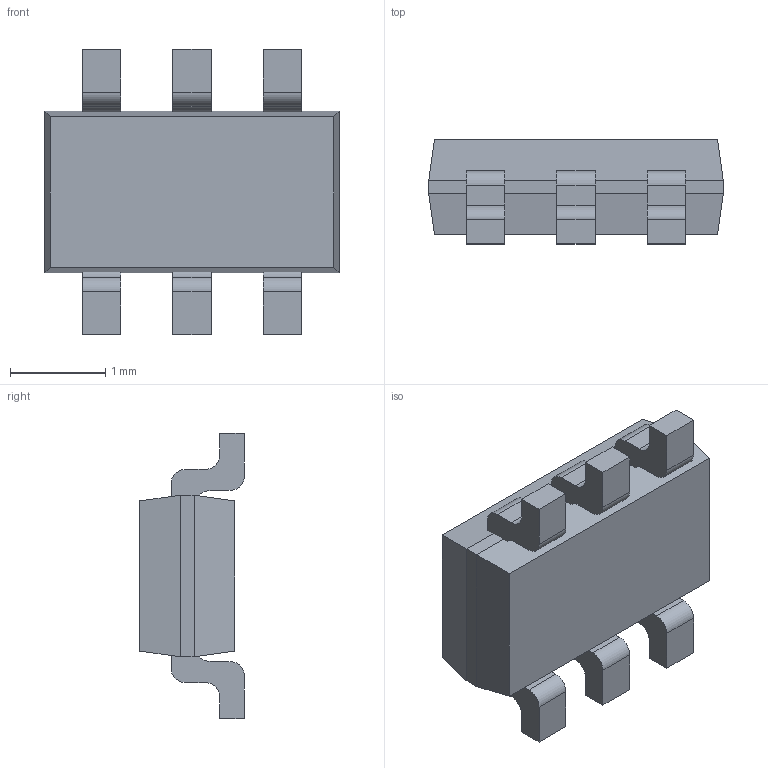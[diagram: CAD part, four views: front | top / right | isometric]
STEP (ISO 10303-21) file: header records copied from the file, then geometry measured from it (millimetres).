
FILE_DESCRIPTION (( 'STEP AP214' ), '1' );
FILE_NAME ('TSOP6.STEP', '2015-06-17T08:48:41', ( '' ), ( '' ), 'SwSTEP 2.0', 'SolidWorks 2014', '' );
FILE_SCHEMA (( 'AUTOMOTIVE_DESIGN' ));
Length unit declared in the file: millimetre
Products named in the file (3): TSOP6_Pins; TSOP6_Body; TSOP6
Assembly tree (2 placements, depth 2):
  TSOP6
    TSOP6_Body
    TSOP6_Pins
Bounding box: 3.1 x 1.1 x 3 mm (x, y, z)
Volume: 6.3 mm3; surface area: 35.7 mm2
Topology: 2 solids, 2 shells, 87 faces, 238 edges, 156 vertices
Faces by surface type: plane 61, cylinder 26
Entity records: 2850 total; most frequent: CARTESIAN_POINT 486, ORIENTED_EDGE 476, DIRECTION 474, EDGE_CURVE 238, LINE 186, VECTOR 186, VERTEX_POINT 156, AXIS2_PLACEMENT_3D 144
